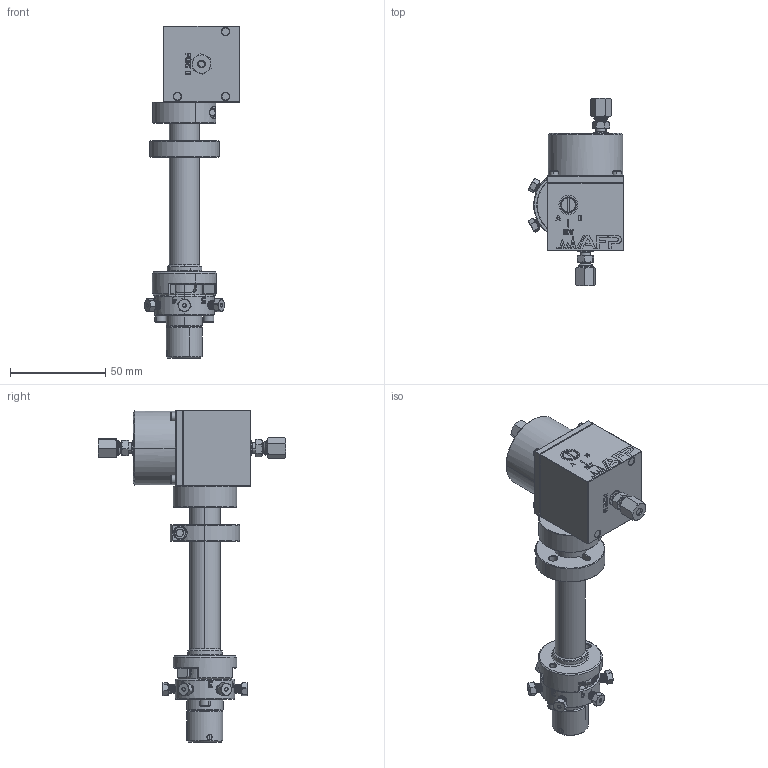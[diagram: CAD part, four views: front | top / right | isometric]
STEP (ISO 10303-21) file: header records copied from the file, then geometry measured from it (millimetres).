
FILE_DESCRIPTION (( 'STEP AP214' ), '1' );
FILE_NAME ('MRV06-16R2-0007-4P_Blank.STEP', '2024-04-17T14:20:46', ( '' ), ( '' ), 'SwSTEP 2.0', 'SolidWorks 2022', '' );
FILE_SCHEMA (( 'AUTOMOTIVE_DESIGN' ));
Length unit declared in the file: millimetre
Products named in the file (4): MRV06-16R2-0007-4P_Blank; MPA-0001-4P_Blank; MRV06-16R2-0007_Blank; AF00-9989-0000_Blank_AF00-9989-0000
Assembly tree (4 placements, depth 2):
  MRV06-16R2-0007-4P_Blank
    MPA-0001-4P_Blank
    AF00-9989-0000_Blank_AF00-9989-0000  x2
    MRV06-16R2-0007_Blank
Bounding box: 50.02 x 98.49 x 174.66 mm (x, y, z)
Volume: 146539.9 mm3; surface area: 35079.2 mm2
Topology: 5 solids, 5 shells, 2056 faces, 5372 edges, 3420 vertices
Faces by surface type: plane 929, cylinder 505, cone 381, bspline 209, torus 32
Entity records: 91884 total; most frequent: CARTESIAN_POINT 47272, ORIENTED_EDGE 10120, DIRECTION 8105, EDGE_CURVE 5060, VERTEX_POINT 3228, VECTOR 2717, LINE 2717, AXIS2_PLACEMENT_3D 2694
